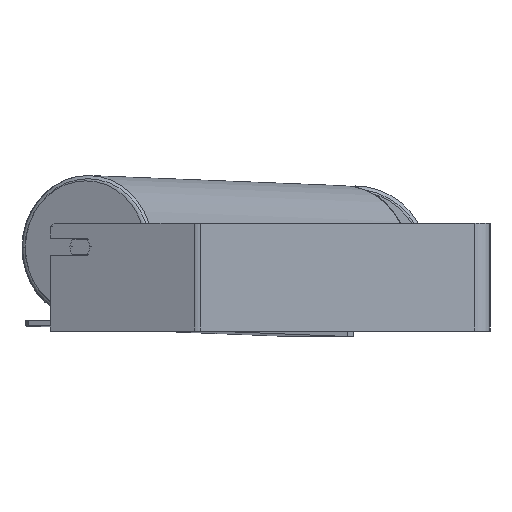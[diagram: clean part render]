
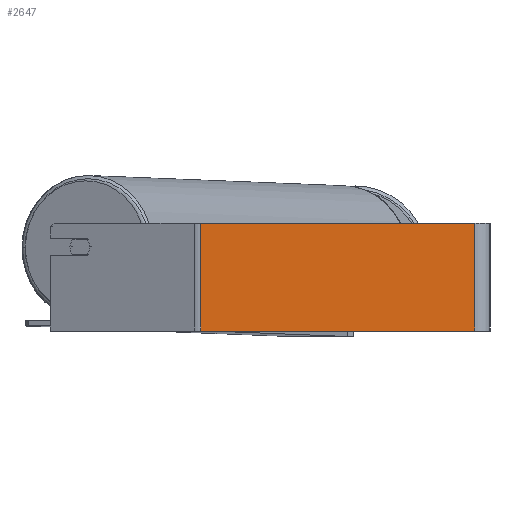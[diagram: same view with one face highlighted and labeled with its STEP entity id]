
A CAD part, left-side view. The second image highlights one B-rep face of the part: STEP entity #2647.
In plain terms, the highlighted planar face has unit normal (-1, 0, 0).
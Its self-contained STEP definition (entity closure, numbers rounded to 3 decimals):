
#49 = ORIENTED_EDGE ( 'NONE', *, *, #2710, .T. ) ;
#631 = CARTESIAN_POINT ( 'NONE',  ( -900., 271.429, -50. ) ) ;
#1114 = CARTESIAN_POINT ( 'NONE',  ( -900., 271.429, 50. ) ) ;
#1181 = EDGE_CURVE ( 'NONE', #8168, #6465, #2831, .T. ) ;
#1383 = DIRECTION ( 'NONE',  ( 0., -1., 0. ) ) ;
#1759 = CARTESIAN_POINT ( 'NONE',  ( -900., 268.325, -50. ) ) ;
#2491 = DIRECTION ( 'NONE',  ( 1., 0., 0. ) ) ;
#2571 = VERTEX_POINT ( 'NONE', #1759 ) ;
#2647 = ADVANCED_FACE ( 'NONE', ( #7541 ), #4710, .F. ) ;
#2710 = EDGE_CURVE ( 'NONE', #2571, #6465, #8635, .T. ) ;
#2736 = VECTOR ( 'NONE', #2922, 1000. ) ;
#2738 = VERTEX_POINT ( 'NONE', #6363 ) ;
#2831 = LINE ( 'NONE', #4907, #2736 ) ;
#2872 = CARTESIAN_POINT ( 'NONE',  ( -900., 268.325, 50. ) ) ;
#2922 = DIRECTION ( 'NONE',  ( 0., 0., -1. ) ) ;
#3330 = VECTOR ( 'NONE', #1383, 1000. ) ;
#3754 = ORIENTED_EDGE ( 'NONE', *, *, #1181, .F. ) ;
#3789 = ORIENTED_EDGE ( 'NONE', *, *, #4140, .F. ) ;
#4140 = EDGE_CURVE ( 'NONE', #2738, #8168, #5432, .T. ) ;
#4248 = CARTESIAN_POINT ( 'NONE',  ( -900., 14., -50. ) ) ;
#4710 = PLANE ( 'NONE',  #7417 ) ;
#4907 = CARTESIAN_POINT ( 'NONE',  ( -900., 14., 50. ) ) ;
#5377 = DIRECTION ( 'NONE',  ( 0., 0., -1. ) ) ;
#5432 = LINE ( 'NONE', #1114, #6985 ) ;
#6060 = EDGE_LOOP ( 'NONE', ( #49, #3754, #3789, #6476 ) ) ;
#6363 = CARTESIAN_POINT ( 'NONE',  ( -900., 268.325, 50. ) ) ;
#6465 = VERTEX_POINT ( 'NONE', #4248 ) ;
#6476 = ORIENTED_EDGE ( 'NONE', *, *, #7527, .T. ) ;
#6985 = VECTOR ( 'NONE', #9120, 1000. ) ;
#7131 = DIRECTION ( 'NONE',  ( 0., 0., -1. ) ) ;
#7417 = AXIS2_PLACEMENT_3D ( 'NONE', #8974, #2491, #5377 ) ;
#7527 = EDGE_CURVE ( 'NONE', #2738, #2571, #7837, .T. ) ;
#7541 = FACE_OUTER_BOUND ( 'NONE', #6060, .T. ) ;
#7837 = LINE ( 'NONE', #2872, #8514 ) ;
#8168 = VERTEX_POINT ( 'NONE', #9136 ) ;
#8514 = VECTOR ( 'NONE', #7131, 1000. ) ;
#8635 = LINE ( 'NONE', #631, #3330 ) ;
#8974 = CARTESIAN_POINT ( 'NONE',  ( -900., 271.429, 50. ) ) ;
#9120 = DIRECTION ( 'NONE',  ( 0., -1., 0. ) ) ;
#9136 = CARTESIAN_POINT ( 'NONE',  ( -900., 14., 50. ) ) ;
